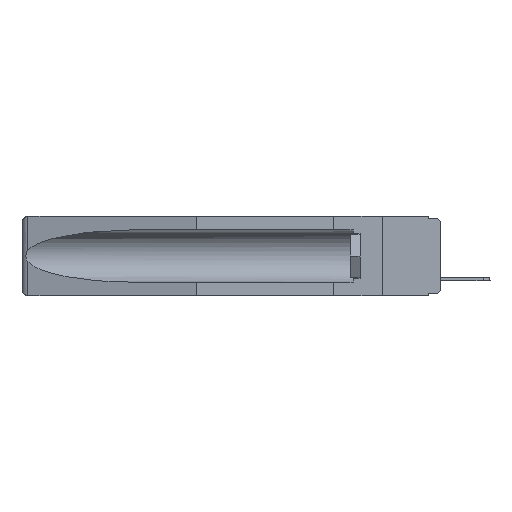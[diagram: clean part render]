
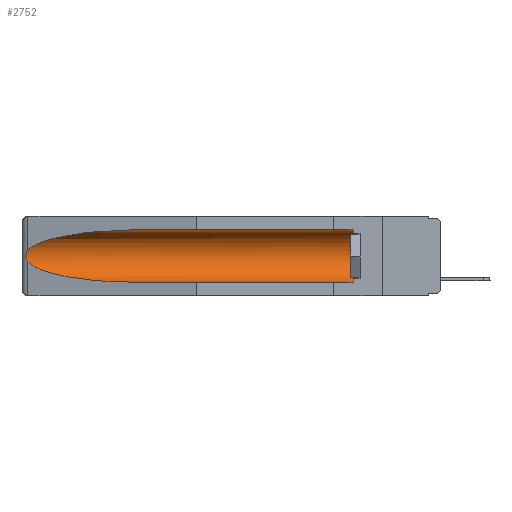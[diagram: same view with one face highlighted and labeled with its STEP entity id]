
A CAD part, left-side view. The second image highlights one B-rep face of the part: STEP entity #2752.
In plain terms, the highlighted cylindrical face has radius 2.857 mm (diameter 5.715 mm), a partial arc.
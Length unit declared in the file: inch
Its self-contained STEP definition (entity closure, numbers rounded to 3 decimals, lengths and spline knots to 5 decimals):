
#316 = VERTEX_POINT ( 'NONE', #1640 ) ;
#585 = DIRECTION ( 'NONE',  ( 0., 1., 0. ) ) ;
#615 = ORIENTED_EDGE ( 'NONE', *, *, #8268, .T. ) ;
#1021 = CARTESIAN_POINT ( 'NONE',  ( 0.26537, 1.52718, -0.19328 ) ) ;
#1057 = EDGE_LOOP ( 'NONE', ( #10318, #6093, #6031, #1154, #6585, #615 ) ) ;
#1154 = ORIENTED_EDGE ( 'NONE', *, *, #11377, .F. ) ;
#1228 = CARTESIAN_POINT ( 'NONE',  ( 0.155, 0.126, -0.059 ) ) ;
#1515 = CYLINDRICAL_SURFACE ( 'NONE', #9819, 0.1125 ) ;
#1640 = CARTESIAN_POINT ( 'NONE',  ( 0.26537, 1.52718, -0.14972 ) ) ;
#1886 = LINE ( 'NONE', #12512, #6387 ) ;
#1918 = CARTESIAN_POINT ( 'NONE',  ( 0.2675, 1.53308, -0.16763 ) ) ;
#1934 = CARTESIAN_POINT ( 'NONE',  ( 0.155, 1.07973, -0.059 ) ) ;
#2655 = VERTEX_POINT ( 'NONE', #8923 ) ;
#2737 = CARTESIAN_POINT ( 'NONE',  ( 0.155, -0.30754, -0.1715 ) ) ;
#2752 = ADVANCED_FACE ( 'NONE', ( #15806 ), #1515, .F. ) ;
#3106 = EDGE_CURVE ( 'NONE', #3571, #6958, #11401, .T. ) ;
#3482 = CARTESIAN_POINT ( 'NONE',  ( 0.26537, 1.52718, -0.19328 ) ) ;
#3571 = VERTEX_POINT ( 'NONE', #9045 ) ;
#3683 = DIRECTION ( 'NONE',  ( 0., -1., 0. ) ) ;
#4125 = VECTOR ( 'NONE', #5145, 39.37008 ) ;
#5005 = EDGE_CURVE ( 'NONE', #5244, #16081, #9767, .T. ) ;
#5145 = DIRECTION ( 'NONE',  ( 0., 1., 0. ) ) ;
#5244 = VERTEX_POINT ( 'NONE', #1021 ) ;
#5306 = CARTESIAN_POINT ( 'NONE',  ( 0.155, 1.07973, -0.284 ) ) ;
#6031 = ORIENTED_EDGE ( 'NONE', *, *, #5005, .T. ) ;
#6093 = ORIENTED_EDGE ( 'NONE', *, *, #13985, .T. ) ;
#6387 = VECTOR ( 'NONE', #585, 39.37008 ) ;
#6585 = ORIENTED_EDGE ( 'NONE', *, *, #3106, .T. ) ;
#6958 = VERTEX_POINT ( 'NONE', #1228 ) ;
#7511 = CARTESIAN_POINT ( 'NONE',  ( 0.26537, 1.52718, -0.14972 ) ) ;
#7693 = DIRECTION ( 'NONE',  ( 0., 0., 1. ) ) ;
#8268 = EDGE_CURVE ( 'NONE', #6958, #2655, #8676, .T. ) ;
#8542 = CARTESIAN_POINT ( 'NONE',  ( 0.2673, 1.5327, -0.16383 ) ) ;
#8631 = CARTESIAN_POINT ( 'NONE',  ( 0.2675, 1.53308, -0.17534 ) ) ;
#8676 = LINE ( 'NONE', #13168, #4125 ) ;
#8923 = CARTESIAN_POINT ( 'NONE',  ( 0.155, 1.07973, -0.059 ) ) ;
#9045 = CARTESIAN_POINT ( 'NONE',  ( 0.155, 0.126, -0.284 ) ) ;
#9067 = CARTESIAN_POINT ( 'NONE',  ( 0.155, 0.126, -0.1715 ) ) ;
#9264 = CARTESIAN_POINT ( 'NONE',  ( 0.155, 1.07973, -0.284 ) ) ;
#9767 =( BOUNDED_CURVE ( )  B_SPLINE_CURVE ( 3, ( #13497, #16296, #13323, #5306 ),
 .UNSPECIFIED., .F., .F. ) 
 B_SPLINE_CURVE_WITH_KNOTS ( ( 4, 4 ),
 ( 0.1948, 1.5708 ),
 .UNSPECIFIED. ) 
 CURVE ( )  GEOMETRIC_REPRESENTATION_ITEM ( )  RATIONAL_B_SPLINE_CURVE ( ( 1., 0.848, 0.848, 1. ) ) 
 REPRESENTATION_ITEM ( '' )  );
#9819 = AXIS2_PLACEMENT_3D ( 'NONE', #2737, #13714, #15020 ) ;
#9843 = CARTESIAN_POINT ( 'NONE',  ( 0.2673, 1.53269, -0.17917 ) ) ;
#10022 = AXIS2_PLACEMENT_3D ( 'NONE', #9067, #3683, #7693 ) ;
#10103 = CARTESIAN_POINT ( 'NONE',  ( 0.26597, 1.5296, -0.19026 ) ) ;
#10318 = ORIENTED_EDGE ( 'NONE', *, *, #12304, .T. ) ;
#10324 =( BOUNDED_CURVE ( )  B_SPLINE_CURVE ( 3, ( #1934, #11151, #16490, #7511 ),
 .UNSPECIFIED., .F., .F. ) 
 B_SPLINE_CURVE_WITH_KNOTS ( ( 4, 4 ),
 ( 4.71239, 6.08839 ),
 .UNSPECIFIED. ) 
 CURVE ( )  GEOMETRIC_REPRESENTATION_ITEM ( )  RATIONAL_B_SPLINE_CURVE ( ( 1., 0.848, 0.848, 1. ) ) 
 REPRESENTATION_ITEM ( '' )  );
#11137 = CARTESIAN_POINT ( 'NONE',  ( 0.26655, 1.53094, -0.18657 ) ) ;
#11151 = CARTESIAN_POINT ( 'NONE',  ( 0.21114, 1.30732, -0.059 ) ) ;
#11377 = EDGE_CURVE ( 'NONE', #3571, #16081, #1886, .T. ) ;
#11401 = CIRCLE ( 'NONE', #10022, 0.1125 ) ;
#12304 = EDGE_CURVE ( 'NONE', #2655, #316, #10324, .T. ) ;
#12453 = CARTESIAN_POINT ( 'NONE',  ( 0.26654, 1.53092, -0.15636 ) ) ;
#12512 = CARTESIAN_POINT ( 'NONE',  ( 0.155, -0.30754, -0.284 ) ) ;
#12634 = CARTESIAN_POINT ( 'NONE',  ( 0.26537, 1.52718, -0.14972 ) ) ;
#13168 = CARTESIAN_POINT ( 'NONE',  ( 0.155, -0.30754, -0.059 ) ) ;
#13323 = CARTESIAN_POINT ( 'NONE',  ( 0.21114, 1.30732, -0.284 ) ) ;
#13497 = CARTESIAN_POINT ( 'NONE',  ( 0.26537, 1.52718, -0.19328 ) ) ;
#13714 = DIRECTION ( 'NONE',  ( 0., 1., 0. ) ) ;
#13985 = EDGE_CURVE ( 'NONE', #316, #5244, #16921, .T. ) ;
#15020 = DIRECTION ( 'NONE',  ( 0., 0., 1. ) ) ;
#15806 = FACE_OUTER_BOUND ( 'NONE', #1057, .T. ) ;
#16081 = VERTEX_POINT ( 'NONE', #9264 ) ;
#16296 = CARTESIAN_POINT ( 'NONE',  ( 0.25451, 1.48313, -0.24835 ) ) ;
#16490 = CARTESIAN_POINT ( 'NONE',  ( 0.25451, 1.48313, -0.09465 ) ) ;
#16817 = CARTESIAN_POINT ( 'NONE',  ( 0.26597, 1.52961, -0.15275 ) ) ;
#16921 = B_SPLINE_CURVE_WITH_KNOTS ( 'NONE', 3,
 ( #12634, #16817, #12453, #8542, #1918, #8631, #9843, #11137, #10103, #3482 ),
 .UNSPECIFIED., .F., .F.,
 ( 4, 2, 2, 2, 4 ),
 ( 0., 0.00029, 0.00058, 0.00087, 0.00117 ),
 .UNSPECIFIED. ) ;
